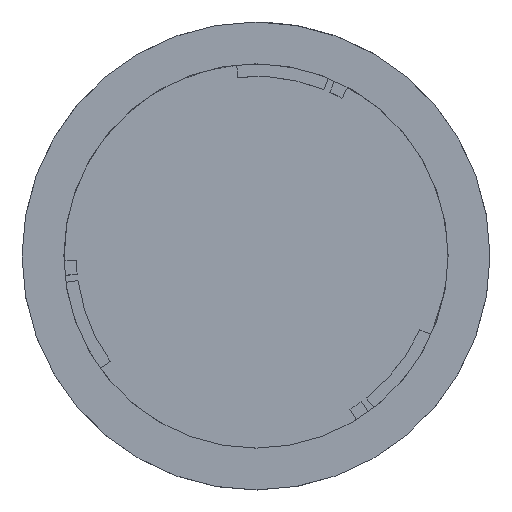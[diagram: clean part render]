
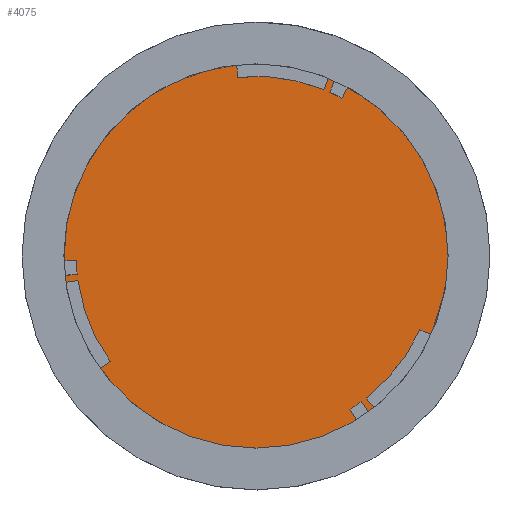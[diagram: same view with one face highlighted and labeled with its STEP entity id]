
A CAD part, top view. The second image highlights one B-rep face of the part: STEP entity #4075.
In plain terms, the highlighted planar face has unit normal (0, 0, 1).
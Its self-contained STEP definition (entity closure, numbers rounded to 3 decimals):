
#3310=CARTESIAN_POINT('',(12.173,122.208,-14.4));
#3311=VERTEX_POINT('',#3310);
#3312=CARTESIAN_POINT('',(10.464,123.055,-14.4));
#3313=VERTEX_POINT('',#3312);
#3314=CARTESIAN_POINT('',(0.067,99.936,-14.4));
#3315=DIRECTION('',(0.,-0.,1.));
#3316=DIRECTION('',(0.,-1.,-0.));
#3317=AXIS2_PLACEMENT_3D('',#3314,#3315,#3316);
#3318=CIRCLE('',#3317,25.349);
#3319=EDGE_CURVE('',#3311,#3313,#3318,.T.);
#3352=CARTESIAN_POINT('',(14.89,79.371,-14.4));
#3353=VERTEX_POINT('',#3352);
#3362=CARTESIAN_POINT('',(13.302,78.315,-14.4));
#3363=VERTEX_POINT('',#3362);
#3364=CARTESIAN_POINT('',(0.067,99.934,-14.4));
#3365=DIRECTION('',(-0.,0.,-1.));
#3366=DIRECTION('',(0.,-1.,-0.));
#3367=AXIS2_PLACEMENT_3D('',#3364,#3365,#3366);
#3368=CIRCLE('',#3367,25.349);
#3369=EDGE_CURVE('',#3353,#3363,#3368,.T.);
#3394=CARTESIAN_POINT('',(-25.275,99.283,-14.4));
#3395=VERTEX_POINT('',#3394);
#3396=CARTESIAN_POINT('',(-25.154,97.38,-14.4));
#3397=VERTEX_POINT('',#3396);
#3398=CARTESIAN_POINT('',(0.066,99.935,-14.4));
#3399=DIRECTION('',(0.,-0.,1.));
#3400=DIRECTION('',(0.,-1.,-0.));
#3401=AXIS2_PLACEMENT_3D('',#3398,#3399,#3400);
#3402=CIRCLE('',#3401,25.349);
#3403=EDGE_CURVE('',#3395,#3397,#3402,.T.);
#3745=CARTESIAN_POINT('',(24.781,88.821,-14.4));
#3746=VERTEX_POINT('',#3745);
#3755=CARTESIAN_POINT('',(24.782,88.82,-14.4));
#3756=VERTEX_POINT('',#3755);
#3763=CARTESIAN_POINT('',(24.781,88.821,-14.4));
#3764=DIRECTION('',(0.912,-0.41,-0.));
#3765=VECTOR('',#3764,0.001);
#3766=LINE('',#3763,#3765);
#3767=EDGE_CURVE('',#3746,#3756,#3766,.T.);
#3777=CARTESIAN_POINT('',(13.008,123.744,-14.4));
#3778=VERTEX_POINT('',#3777);
#3779=CARTESIAN_POINT('',(13.008,123.744,-14.4));
#3780=DIRECTION('',(-0.478,-0.879,-0.));
#3781=VECTOR('',#3780,1.749);
#3782=LINE('',#3779,#3781);
#3783=EDGE_CURVE('',#3778,#3311,#3782,.T.);
#3833=CARTESIAN_POINT('',(11.181,124.65,-14.4));
#3834=VERTEX_POINT('',#3833);
#3835=CARTESIAN_POINT('',(10.464,123.055,-14.4));
#3836=DIRECTION('',(0.41,0.912,0.));
#3837=VECTOR('',#3836,1.749);
#3838=LINE('',#3835,#3837);
#3839=EDGE_CURVE('',#3313,#3834,#3838,.T.);
#3857=CARTESIAN_POINT('',(-27.025,99.238,-14.4));
#3858=VERTEX_POINT('',#3857);
#3859=CARTESIAN_POINT('',(-27.025,99.238,-14.4));
#3860=DIRECTION('',(1.,0.026,0.));
#3861=VECTOR('',#3860,1.751);
#3862=LINE('',#3859,#3861);
#3863=EDGE_CURVE('',#3858,#3395,#3862,.T.);
#3913=CARTESIAN_POINT('',(-26.896,97.203,-14.4));
#3914=VERTEX_POINT('',#3913);
#3915=CARTESIAN_POINT('',(-25.154,97.38,-14.4));
#3916=DIRECTION('',(-0.995,-0.101,-0.));
#3917=VECTOR('',#3916,1.751);
#3918=LINE('',#3915,#3917);
#3919=EDGE_CURVE('',#3397,#3914,#3918,.T.);
#3937=CARTESIAN_POINT('',(14.216,76.822,-14.4));
#3938=VERTEX_POINT('',#3937);
#3939=CARTESIAN_POINT('',(14.216,76.822,-14.4));
#3940=DIRECTION('',(-0.522,0.853,0.));
#3941=VECTOR('',#3940,1.75);
#3942=LINE('',#3939,#3941);
#3943=EDGE_CURVE('',#3938,#3363,#3942,.T.);
#3993=CARTESIAN_POINT('',(15.914,77.951,-14.4));
#3994=VERTEX_POINT('',#3993);
#3995=CARTESIAN_POINT('',(14.89,79.371,-14.4));
#3996=DIRECTION('',(0.585,-0.811,-0.));
#3997=VECTOR('',#3996,1.75);
#3998=LINE('',#3995,#3997);
#3999=EDGE_CURVE('',#3353,#3994,#3998,.T.);
#4012=CARTESIAN_POINT('',(56.764,-98.271,-14.4));
#4013=DIRECTION('',(0.,0.,-1.));
#4014=DIRECTION('',(-0.866,-0.5,-0.));
#4015=AXIS2_PLACEMENT_3D('',#4012,#4013,#4014);
#4016=PLANE('',#4015);
#4017=ORIENTED_EDGE('',*,*,#3863,.T.);
#4018=ORIENTED_EDGE('',*,*,#3403,.T.);
#4019=ORIENTED_EDGE('',*,*,#3919,.T.);
#4020=CARTESIAN_POINT('',(13.616,76.465,-14.4));
#4021=VERTEX_POINT('',#4020);
#4022=CARTESIAN_POINT('',(0.066,99.935,-14.4));
#4023=DIRECTION('',(0.,-0.,1.));
#4024=DIRECTION('',(0.,-1.,-0.));
#4025=AXIS2_PLACEMENT_3D('',#4022,#4023,#4024);
#4026=CIRCLE('',#4025,27.1);
#4027=EDGE_CURVE('',#3914,#4021,#4026,.T.);
#4028=ORIENTED_EDGE('',*,*,#4027,.T.);
#4029=CARTESIAN_POINT('',(0.066,99.935,-14.4));
#4030=DIRECTION('',(0.,-0.,1.));
#4031=DIRECTION('',(0.,-1.,-0.));
#4032=AXIS2_PLACEMENT_3D('',#4029,#4030,#4031);
#4033=CIRCLE('',#4032,27.1);
#4034=EDGE_CURVE('',#4021,#3938,#4033,.T.);
#4035=ORIENTED_EDGE('',*,*,#4034,.T.);
#4036=ORIENTED_EDGE('',*,*,#3943,.T.);
#4037=ORIENTED_EDGE('',*,*,#3369,.F.);
#4038=ORIENTED_EDGE('',*,*,#3999,.T.);
#4039=CARTESIAN_POINT('',(18.964,80.512,-14.4));
#4040=VERTEX_POINT('',#4039);
#4041=CARTESIAN_POINT('',(0.066,99.935,-14.4));
#4042=DIRECTION('',(0.,-0.,1.));
#4043=DIRECTION('',(0.,-1.,-0.));
#4044=AXIS2_PLACEMENT_3D('',#4041,#4042,#4043);
#4045=CIRCLE('',#4044,27.1);
#4046=EDGE_CURVE('',#3994,#4040,#4045,.T.);
#4047=ORIENTED_EDGE('',*,*,#4046,.T.);
#4048=CARTESIAN_POINT('',(0.066,99.935,-14.4));
#4049=DIRECTION('',(0.,-0.,1.));
#4050=DIRECTION('',(0.,-1.,-0.));
#4051=AXIS2_PLACEMENT_3D('',#4048,#4049,#4050);
#4052=CIRCLE('',#4051,27.1);
#4053=EDGE_CURVE('',#4040,#3746,#4052,.T.);
#4054=ORIENTED_EDGE('',*,*,#4053,.T.);
#4055=ORIENTED_EDGE('',*,*,#3767,.T.);
#4056=CARTESIAN_POINT('',(0.066,99.935,-14.4));
#4057=DIRECTION('',(0.,-0.,1.));
#4058=DIRECTION('',(0.,-1.,-0.));
#4059=AXIS2_PLACEMENT_3D('',#4056,#4057,#4058);
#4060=CIRCLE('',#4059,27.1);
#4061=EDGE_CURVE('',#3756,#3778,#4060,.T.);
#4062=ORIENTED_EDGE('',*,*,#4061,.T.);
#4063=ORIENTED_EDGE('',*,*,#3783,.T.);
#4064=ORIENTED_EDGE('',*,*,#3319,.T.);
#4065=ORIENTED_EDGE('',*,*,#3839,.T.);
#4066=CARTESIAN_POINT('',(0.066,99.935,-14.4));
#4067=DIRECTION('',(0.,-0.,1.));
#4068=DIRECTION('',(0.,-1.,-0.));
#4069=AXIS2_PLACEMENT_3D('',#4066,#4067,#4068);
#4070=CIRCLE('',#4069,27.1);
#4071=EDGE_CURVE('',#3834,#3858,#4070,.T.);
#4072=ORIENTED_EDGE('',*,*,#4071,.T.);
#4073=EDGE_LOOP('',(#4017,#4018,#4019,#4028,#4035,#4036,#4037,#4038,#4047,#4054,#4055,#4062,#4063,#4064,#4065,#4072));
#4074=FACE_BOUND('',#4073,.T.);
#4075=ADVANCED_FACE('',(#4074),#4016,.F.);
